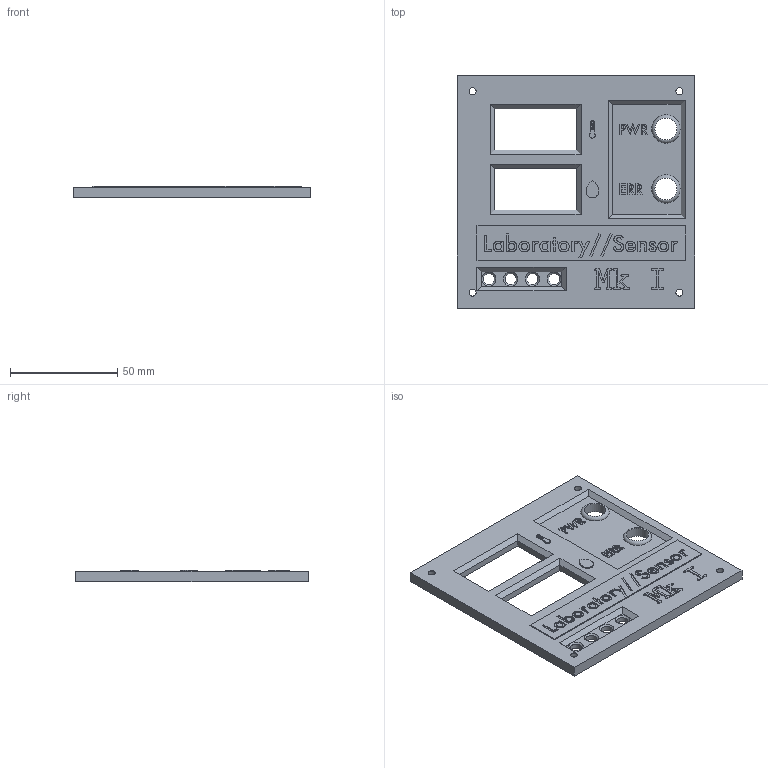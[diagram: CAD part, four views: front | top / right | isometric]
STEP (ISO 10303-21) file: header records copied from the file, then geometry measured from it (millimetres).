
FILE_DESCRIPTION(/* description */ (''),/* implementation_level */ '2;1');
FILE_NAME(/* name */ 'faceplate.step',/* time_stamp */ '2023-07-27T16:38:09-05:00',/* author */ (''),/* organization */ (''),/* preprocessor_version */ 'ST-DEVELOPER v20',/* originating_system */ 'Autodesk Translation Framework v12.9.0.99',/* authorisation */ '');
FILE_SCHEMA (('AUTOMOTIVE_DESIGN { 1 0 10303 214 3 1 1 }'));
Length unit declared in the file: millimetre
Products named in the file (1): faceplate
Bounding box: 110.68 x 108.14 x 5.5 mm (x, y, z)
Volume: 47163.8 mm3; surface area: 25065.7 mm2
Topology: 1 solids, 1 shells, 592 faces, 1624 edges, 1078 vertices
Faces by surface type: bspline 287, plane 281, cylinder 14, cone 8, torus 2
Full cylindrical faces by diameter (mm): 3.3 x4, 5.2 x4, 6 x4, 10.2 x2
Entity records: 24601 total; most frequent: CARTESIAN_POINT 11424, ORIENTED_EDGE 3248, DIRECTION 1706, EDGE_CURVE 1624, VERTEX_POINT 1078, LINE 1006, VECTOR 1006, EDGE_LOOP 660
